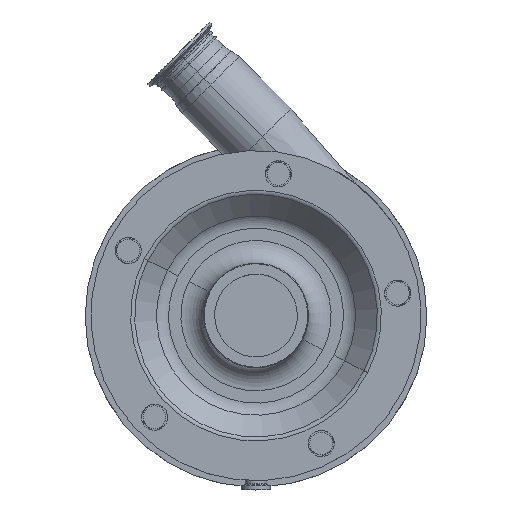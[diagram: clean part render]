
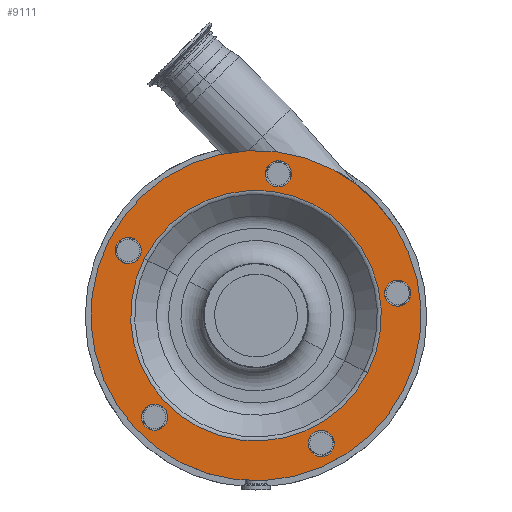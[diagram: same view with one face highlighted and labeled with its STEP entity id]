
A CAD part, top view. The second image highlights one B-rep face of the part: STEP entity #9111.
In plain terms, the highlighted planar face has unit normal (0, 0, 1).
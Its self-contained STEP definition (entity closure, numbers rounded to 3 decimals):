
#202 = DIRECTION ( 'NONE',  ( 0., 0., 1. ) ) ;
#448 = DIRECTION ( 'NONE',  ( -0.891, 0.454, 0. ) ) ;
#510 = EDGE_CURVE ( 'NONE', #6649, #18126, #19259, .T. ) ;
#542 = CIRCLE ( 'NONE', #6804, 110.071 ) ;
#599 = VERTEX_POINT ( 'NONE', #16032 ) ;
#746 = DIRECTION ( 'NONE',  ( 0., 0., 1. ) ) ;
#1022 = ORIENTED_EDGE ( 'NONE', *, *, #20177, .F. ) ;
#1071 = CARTESIAN_POINT ( 'NONE',  ( -78.849, -94.316, 295. ) ) ;
#1102 = VERTEX_POINT ( 'NONE', #18441 ) ;
#1119 = CARTESIAN_POINT ( 'NONE',  ( -129.196, 65.829, 295. ) ) ;
#1164 = EDGE_LOOP ( 'NONE', ( #1022, #9209 ) ) ;
#1218 = VERTEX_POINT ( 'NONE', #3377 ) ;
#1227 = VERTEX_POINT ( 'NONE', #11041 ) ;
#1261 = AXIS2_PLACEMENT_3D ( 'NONE', #10908, #2930, #7691 ) ;
#1405 = CARTESIAN_POINT ( 'NONE',  ( -89.095, -89.095, 295. ) ) ;
#1425 = CIRCLE ( 'NONE', #16586, 11.5 ) ;
#1992 = CARTESIAN_POINT ( 'NONE',  ( 19.711, 124.449, 295. ) ) ;
#2170 = DIRECTION ( 'NONE',  ( 0., 0., 1. ) ) ;
#2455 = EDGE_CURVE ( 'NONE', #18580, #599, #17974, .T. ) ;
#2488 = CARTESIAN_POINT ( 'NONE',  ( 98.074, -49.971, 295. ) ) ;
#2669 = CARTESIAN_POINT ( 'NONE',  ( 9.464, 129.67, 295. ) ) ;
#2673 = EDGE_CURVE ( 'NONE', #6841, #5634, #19297, .T. ) ;
#2701 = EDGE_LOOP ( 'NONE', ( #9202, #3687 ) ) ;
#2930 = DIRECTION ( 'NONE',  ( 0., 0., 1. ) ) ;
#3098 = FACE_BOUND ( 'NONE', #2701, .T. ) ;
#3246 = CARTESIAN_POINT ( 'NONE',  ( 124.449, 19.711, 295. ) ) ;
#3377 = CARTESIAN_POINT ( 'NONE',  ( 29.957, 119.228, 295. ) ) ;
#3557 = EDGE_CURVE ( 'NONE', #13208, #18545, #12752, .T. ) ;
#3571 = EDGE_LOOP ( 'NONE', ( #5630, #8443 ) ) ;
#3594 = CARTESIAN_POINT ( 'NONE',  ( 114.202, 24.932, 295. ) ) ;
#3687 = ORIENTED_EDGE ( 'NONE', *, *, #19611, .F. ) ;
#3703 = DIRECTION ( 'NONE',  ( -0.891, 0.454, 0. ) ) ;
#3822 = DIRECTION ( 'NONE',  ( 0., 0., 1. ) ) ;
#3970 = DIRECTION ( 'NONE',  ( 0., 0., 1. ) ) ;
#4030 = CIRCLE ( 'NONE', #5021, 11.5 ) ;
#4113 = VERTEX_POINT ( 'NONE', #3594 ) ;
#4185 = ORIENTED_EDGE ( 'NONE', *, *, #5959, .F. ) ;
#4544 = DIRECTION ( 'NONE',  ( 0., -1., 0. ) ) ;
#4635 = CARTESIAN_POINT ( 'NONE',  ( 124.449, 19.711, 295. ) ) ;
#4860 = FACE_BOUND ( 'NONE', #14455, .T. ) ;
#4929 = EDGE_CURVE ( 'NONE', #1218, #11789, #14378, .T. ) ;
#5021 = AXIS2_PLACEMENT_3D ( 'NONE', #16559, #8944, #16663 ) ;
#5196 = ORIENTED_EDGE ( 'NONE', *, *, #17720, .F. ) ;
#5197 = EDGE_LOOP ( 'NONE', ( #15113, #20122 ) ) ;
#5483 = ORIENTED_EDGE ( 'NONE', *, *, #510, .F. ) ;
#5630 = ORIENTED_EDGE ( 'NONE', *, *, #11083, .F. ) ;
#5634 = VERTEX_POINT ( 'NONE', #12468 ) ;
#5959 = EDGE_CURVE ( 'NONE', #18126, #6649, #542, .T. ) ;
#6173 = CARTESIAN_POINT ( 'NONE',  ( 57.203, -112.267, 295. ) ) ;
#6404 = DIRECTION ( 'NONE',  ( -0.891, 0.454, 0. ) ) ;
#6409 = FACE_BOUND ( 'NONE', #13067, .T. ) ;
#6427 = AXIS2_PLACEMENT_3D ( 'NONE', #9665, #7788, #17583 ) ;
#6433 = CARTESIAN_POINT ( 'NONE',  ( 0., 0., 295. ) ) ;
#6515 = PLANE ( 'NONE',  #12040 ) ;
#6649 = VERTEX_POINT ( 'NONE', #10726 ) ;
#6804 = AXIS2_PLACEMENT_3D ( 'NONE', #7366, #3970, #13281 ) ;
#6841 = VERTEX_POINT ( 'NONE', #14321 ) ;
#7366 = CARTESIAN_POINT ( 'NONE',  ( 0., 0., 295. ) ) ;
#7398 = AXIS2_PLACEMENT_3D ( 'NONE', #3246, #11329, #9784 ) ;
#7691 = DIRECTION ( 'NONE',  ( -0.891, 0.454, 0. ) ) ;
#7788 = DIRECTION ( 'NONE',  ( 0., 0., 1. ) ) ;
#8443 = ORIENTED_EDGE ( 'NONE', *, *, #2455, .F. ) ;
#8702 = CIRCLE ( 'NONE', #17230, 145. ) ;
#8779 = AXIS2_PLACEMENT_3D ( 'NONE', #12958, #11725, #18085 ) ;
#8812 = VERTEX_POINT ( 'NONE', #1071 ) ;
#8861 = AXIS2_PLACEMENT_3D ( 'NONE', #1405, #10737, #15658 ) ;
#8944 = DIRECTION ( 'NONE',  ( 0., 0., 1. ) ) ;
#9111 = ADVANCED_FACE ( 'NONE', ( #9623, #6409, #12518, #3098, #9419, #17435, #4860 ), #6515, .T. ) ;
#9202 = ORIENTED_EDGE ( 'NONE', *, *, #9418, .F. ) ;
#9209 = ORIENTED_EDGE ( 'NONE', *, *, #4929, .F. ) ;
#9325 = DIRECTION ( 'NONE',  ( -0.891, 0.454, 0. ) ) ;
#9418 = EDGE_CURVE ( 'NONE', #4113, #1227, #18291, .T. ) ;
#9419 = FACE_BOUND ( 'NONE', #1164, .T. ) ;
#9623 = FACE_OUTER_BOUND ( 'NONE', #10424, .T. ) ;
#9665 = CARTESIAN_POINT ( 'NONE',  ( 0., 0., 295. ) ) ;
#9784 = DIRECTION ( 'NONE',  ( -0.891, 0.454, 0. ) ) ;
#10033 = CARTESIAN_POINT ( 'NONE',  ( 0., 0., 295. ) ) ;
#10424 = EDGE_LOOP ( 'NONE', ( #17001, #11094 ) ) ;
#10518 = CIRCLE ( 'NONE', #8861, 11.5 ) ;
#10726 = CARTESIAN_POINT ( 'NONE',  ( -98.074, 49.971, 295. ) ) ;
#10737 = DIRECTION ( 'NONE',  ( 0., 0., 1. ) ) ;
#10908 = CARTESIAN_POINT ( 'NONE',  ( -89.095, -89.095, 295. ) ) ;
#11041 = CARTESIAN_POINT ( 'NONE',  ( 134.695, 14.49, 295. ) ) ;
#11083 = EDGE_CURVE ( 'NONE', #599, #18580, #4030, .T. ) ;
#11094 = ORIENTED_EDGE ( 'NONE', *, *, #3557, .T. ) ;
#11329 = DIRECTION ( 'NONE',  ( 0., 0., 1. ) ) ;
#11725 = DIRECTION ( 'NONE',  ( 0., 0., 1. ) ) ;
#11789 = VERTEX_POINT ( 'NONE', #2669 ) ;
#12040 = AXIS2_PLACEMENT_3D ( 'NONE', #14151, #12826, #4544 ) ;
#12435 = DIRECTION ( 'NONE',  ( 0., 0., 1. ) ) ;
#12468 = CARTESIAN_POINT ( 'NONE',  ( 46.956, -107.046, 295. ) ) ;
#12518 = FACE_BOUND ( 'NONE', #5197, .T. ) ;
#12654 = DIRECTION ( 'NONE',  ( -0.891, 0.454, 0. ) ) ;
#12701 = DIRECTION ( 'NONE',  ( -0.891, 0.454, 0. ) ) ;
#12752 = CIRCLE ( 'NONE', #6427, 145. ) ;
#12820 = CIRCLE ( 'NONE', #1261, 11.5 ) ;
#12825 = EDGE_CURVE ( 'NONE', #18545, #13208, #8702, .T. ) ;
#12826 = DIRECTION ( 'NONE',  ( 0., 0., 1. ) ) ;
#12958 = CARTESIAN_POINT ( 'NONE',  ( 57.203, -112.267, 295. ) ) ;
#13067 = EDGE_LOOP ( 'NONE', ( #5196, #13909 ) ) ;
#13208 = VERTEX_POINT ( 'NONE', #20254 ) ;
#13281 = DIRECTION ( 'NONE',  ( -0.891, 0.454, 0. ) ) ;
#13909 = ORIENTED_EDGE ( 'NONE', *, *, #17625, .F. ) ;
#14023 = AXIS2_PLACEMENT_3D ( 'NONE', #18428, #3822, #19608 ) ;
#14151 = CARTESIAN_POINT ( 'NONE',  ( -129.196, 65.829, 295. ) ) ;
#14161 = AXIS2_PLACEMENT_3D ( 'NONE', #4635, #18775, #6404 ) ;
#14182 = CARTESIAN_POINT ( 'NONE',  ( -112.267, 57.203, 295. ) ) ;
#14321 = CARTESIAN_POINT ( 'NONE',  ( 67.449, -117.488, 295. ) ) ;
#14378 = CIRCLE ( 'NONE', #14023, 11.5 ) ;
#14455 = EDGE_LOOP ( 'NONE', ( #5483, #4185 ) ) ;
#14644 = AXIS2_PLACEMENT_3D ( 'NONE', #6433, #12435, #9325 ) ;
#14844 = CIRCLE ( 'NONE', #16790, 11.5 ) ;
#15113 = ORIENTED_EDGE ( 'NONE', *, *, #15639, .F. ) ;
#15258 = CARTESIAN_POINT ( 'NONE',  ( -102.02, 51.982, 295. ) ) ;
#15639 = EDGE_CURVE ( 'NONE', #5634, #6841, #1425, .T. ) ;
#15658 = DIRECTION ( 'NONE',  ( -0.891, 0.454, 0. ) ) ;
#15824 = DIRECTION ( 'NONE',  ( 0., 0., 1. ) ) ;
#16032 = CARTESIAN_POINT ( 'NONE',  ( -122.513, 62.424, 295. ) ) ;
#16559 = CARTESIAN_POINT ( 'NONE',  ( -112.267, 57.203, 295. ) ) ;
#16586 = AXIS2_PLACEMENT_3D ( 'NONE', #6173, #202, #12701 ) ;
#16663 = DIRECTION ( 'NONE',  ( -0.891, 0.454, 0. ) ) ;
#16790 = AXIS2_PLACEMENT_3D ( 'NONE', #1992, #746, #448 ) ;
#17001 = ORIENTED_EDGE ( 'NONE', *, *, #12825, .T. ) ;
#17230 = AXIS2_PLACEMENT_3D ( 'NONE', #10033, #2170, #3703 ) ;
#17435 = FACE_BOUND ( 'NONE', #3571, .T. ) ;
#17444 = CIRCLE ( 'NONE', #14161, 11.5 ) ;
#17583 = DIRECTION ( 'NONE',  ( -0.891, 0.454, 0. ) ) ;
#17625 = EDGE_CURVE ( 'NONE', #8812, #1102, #10518, .T. ) ;
#17720 = EDGE_CURVE ( 'NONE', #1102, #8812, #12820, .T. ) ;
#17974 = CIRCLE ( 'NONE', #19622, 11.5 ) ;
#18085 = DIRECTION ( 'NONE',  ( -0.891, 0.454, 0. ) ) ;
#18126 = VERTEX_POINT ( 'NONE', #2488 ) ;
#18291 = CIRCLE ( 'NONE', #7398, 11.5 ) ;
#18428 = CARTESIAN_POINT ( 'NONE',  ( 19.711, 124.449, 295. ) ) ;
#18441 = CARTESIAN_POINT ( 'NONE',  ( -99.342, -83.875, 295. ) ) ;
#18545 = VERTEX_POINT ( 'NONE', #1119 ) ;
#18580 = VERTEX_POINT ( 'NONE', #15258 ) ;
#18775 = DIRECTION ( 'NONE',  ( 0., 0., 1. ) ) ;
#19259 = CIRCLE ( 'NONE', #14644, 110.071 ) ;
#19297 = CIRCLE ( 'NONE', #8779, 11.5 ) ;
#19608 = DIRECTION ( 'NONE',  ( -0.891, 0.454, 0. ) ) ;
#19611 = EDGE_CURVE ( 'NONE', #1227, #4113, #17444, .T. ) ;
#19622 = AXIS2_PLACEMENT_3D ( 'NONE', #14182, #15824, #12654 ) ;
#20122 = ORIENTED_EDGE ( 'NONE', *, *, #2673, .F. ) ;
#20177 = EDGE_CURVE ( 'NONE', #11789, #1218, #14844, .T. ) ;
#20254 = CARTESIAN_POINT ( 'NONE',  ( 129.196, -65.829, 295. ) ) ;
